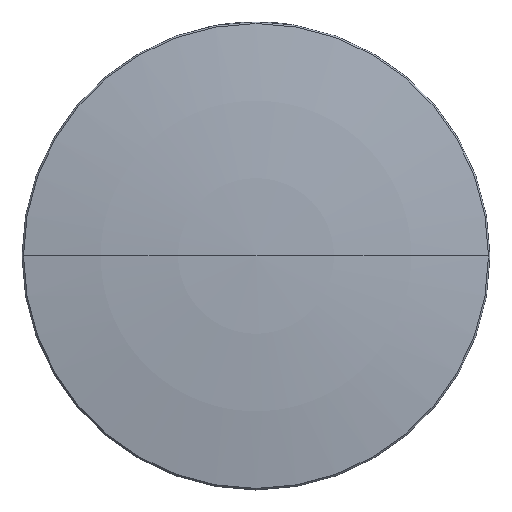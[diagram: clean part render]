
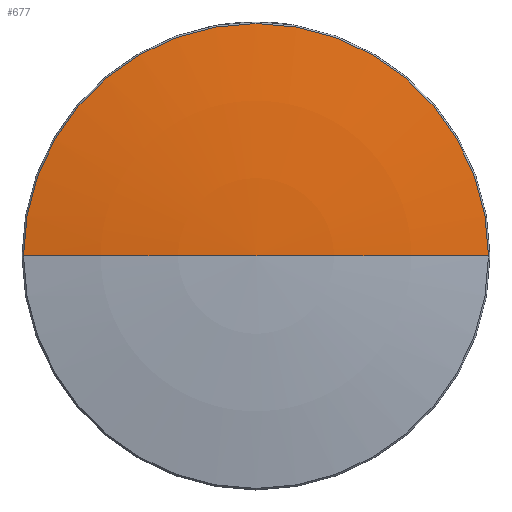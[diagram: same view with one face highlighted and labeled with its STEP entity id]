
A CAD part, top view. The second image highlights one B-rep face of the part: STEP entity #677.
In plain terms, the highlighted toroidal (fillet/blend) face has major radius 0.018 mm and minor radius 230.04 mm.
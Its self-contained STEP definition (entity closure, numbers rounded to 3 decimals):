
#133 = CIRCLE ( 'NONE', #634, 37.253 ) ;
#212 = CARTESIAN_POINT ( 'NONE',  ( -0.017, 0., -227. ) ) ;
#326 = FACE_OUTER_BOUND ( 'NONE', #657, .T. ) ;
#518 = DIRECTION ( 'NONE',  ( 0., 0., 1. ) ) ;
#569 = TOROIDAL_SURFACE ( 'NONE', #1190, -0.017, 230.04 ) ;
#624 = CARTESIAN_POINT ( 'NONE',  ( 37.253, 0., 0.001 ) ) ;
#634 = AXIS2_PLACEMENT_3D ( 'NONE', #1970, #2418, #789 ) ;
#657 = EDGE_LOOP ( 'NONE', ( #751, #938, #1695 ) ) ;
#677 = ADVANCED_FACE ( 'NONE', ( #326 ), #569, .T. ) ;
#749 = VERTEX_POINT ( 'NONE', #2320 ) ;
#751 = ORIENTED_EDGE ( 'NONE', *, *, #1943, .T. ) ;
#789 = DIRECTION ( 'NONE',  ( -1., 0., 0. ) ) ;
#871 = VERTEX_POINT ( 'NONE', #1040 ) ;
#938 = ORIENTED_EDGE ( 'NONE', *, *, #1687, .T. ) ;
#1040 = CARTESIAN_POINT ( 'NONE',  ( -37.253, 0., 0.001 ) ) ;
#1092 = DIRECTION ( 'NONE',  ( -1., 0., 0. ) ) ;
#1190 = AXIS2_PLACEMENT_3D ( 'NONE', #1302, #518, #2283 ) ;
#1302 = CARTESIAN_POINT ( 'NONE',  ( 0., 0., -227. ) ) ;
#1493 = AXIS2_PLACEMENT_3D ( 'NONE', #212, #2157, #1562 ) ;
#1562 = DIRECTION ( 'NONE',  ( 0., 0., -1. ) ) ;
#1588 = EDGE_CURVE ( 'NONE', #1914, #749, #1788, .T. ) ;
#1687 = EDGE_CURVE ( 'NONE', #871, #749, #2364, .T. ) ;
#1695 = ORIENTED_EDGE ( 'NONE', *, *, #1588, .F. ) ;
#1788 = CIRCLE ( 'NONE', #1493, 230.04 ) ;
#1914 = VERTEX_POINT ( 'NONE', #624 ) ;
#1943 = EDGE_CURVE ( 'NONE', #1914, #871, #133, .T. ) ;
#1970 = CARTESIAN_POINT ( 'NONE',  ( 0., 0., 0.001 ) ) ;
#2059 = DIRECTION ( 'NONE',  ( 0., 1., 0. ) ) ;
#2157 = DIRECTION ( 'NONE',  ( 0., -1., 0. ) ) ;
#2240 = CARTESIAN_POINT ( 'NONE',  ( 0.017, 0., -227. ) ) ;
#2283 = DIRECTION ( 'NONE',  ( 1., 0., 0. ) ) ;
#2320 = CARTESIAN_POINT ( 'NONE',  ( 0., 0., 3.04 ) ) ;
#2364 = CIRCLE ( 'NONE', #2416, 230.04 ) ;
#2416 = AXIS2_PLACEMENT_3D ( 'NONE', #2240, #2059, #1092 ) ;
#2418 = DIRECTION ( 'NONE',  ( 0., 0., 1. ) ) ;
